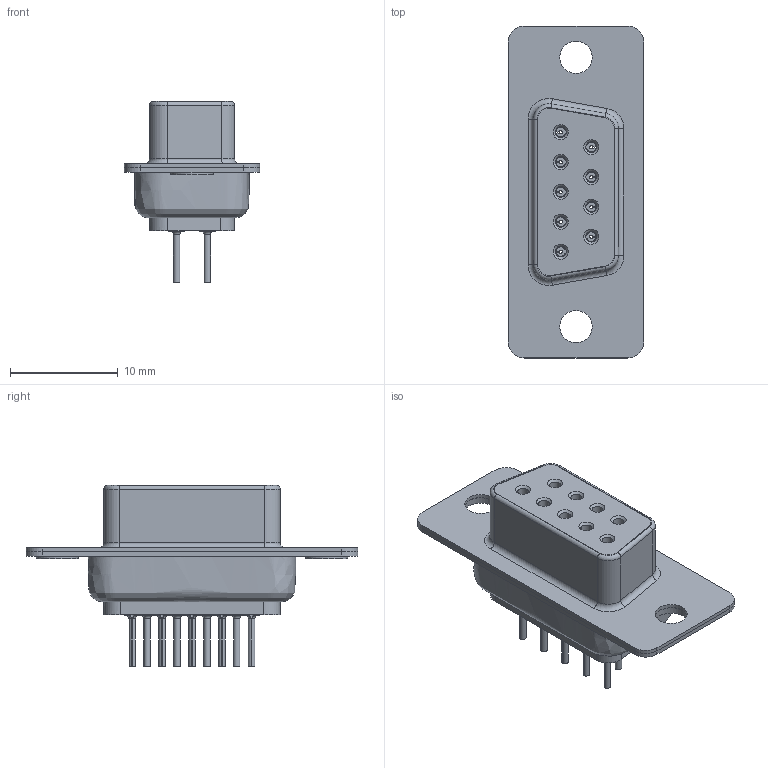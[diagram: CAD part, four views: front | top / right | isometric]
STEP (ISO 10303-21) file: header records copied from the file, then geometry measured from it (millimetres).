
FILE_DESCRIPTION(/* description */ ('Unknown'),/* implementation_level */ '2;1');
FILE_NAME(/* name */ 'J_Wurth_WR-DSUB_61800925123',/* time_stamp */ '2025-07-16T10:15:28+08:00',/* author */ ('Unknown'),/* organization */ ('Unknown'),/* preprocessor_version */ 'ST-DEVELOPER v19.4',/* originating_system */ 'Solid Edge',/* authorisation */ 'Unknown');
FILE_SCHEMA (('AUTOMOTIVE_DESIGN {1 0 10303 214 3 1 1}'));
Length unit declared in the file: millimetre
Products named in the file (2): J_Wurth_WR-DSUB_61800925123
Assembly tree (1 placements, depth 2):
  J_Wurth_WR-DSUB_61800925123
    J_Wurth_WR-DSUB_61800925123
Bounding box: 12.55 x 30.8 x 16.8 mm (x, y, z)
Volume: 1745.7 mm3; surface area: 4657.8 mm2
Topology: 13 solids, 13 shells, 806 faces, 2164 edges, 1396 vertices
Faces by surface type: plane 439, cylinder 200, cone 135, torus 21, bspline 11
Full cylindrical faces by diameter (mm): 1 x9, 1.5 x9, 1.6 x9, 3 x2, 3.1 x2, 3.9 x2
Entity records: 33465 total; most frequent: CARTESIAN_POINT 13219, DIRECTION 4300, ORIENTED_EDGE 4194, EDGE_CURVE 2097, AXIS2_PLACEMENT_3D 1698, VERTEX_POINT 1374, EDGE_LOOP 911, FACE_BOUND 911
